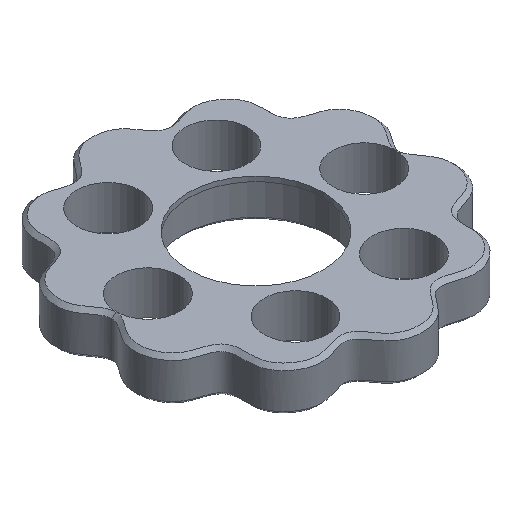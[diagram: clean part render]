
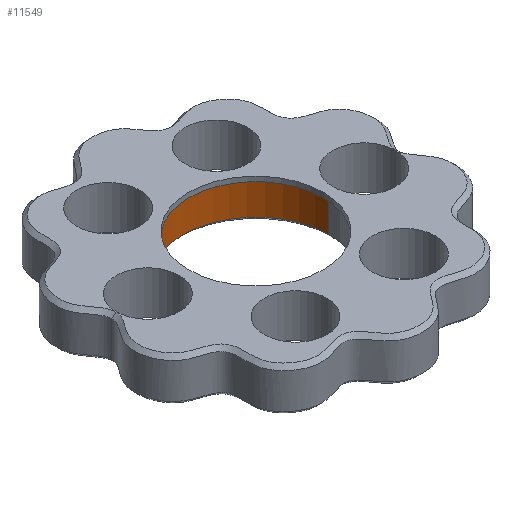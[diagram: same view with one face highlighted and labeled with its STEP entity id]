
A CAD part, isometric view. The second image highlights one B-rep face of the part: STEP entity #11549.
In plain terms, the highlighted cylindrical face has radius 7.575 mm (diameter 15.15 mm), a partial arc.
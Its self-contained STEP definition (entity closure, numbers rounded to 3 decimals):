
#297 = EDGE_LOOP ( 'NONE', ( #2175, #9159, #9458, #4125 ) ) ;
#547 = DIRECTION ( 'NONE',  ( 0., 0., -1. ) ) ;
#610 = DIRECTION ( 'NONE',  ( 0., 0., -1. ) ) ;
#715 = CARTESIAN_POINT ( 'NONE',  ( 7.575, 0., 0.4 ) ) ;
#1375 = LINE ( 'NONE', #10936, #3418 ) ;
#1502 = CARTESIAN_POINT ( 'NONE',  ( -7.575, 0., 4. ) ) ;
#2113 = VERTEX_POINT ( 'NONE', #9063 ) ;
#2175 = ORIENTED_EDGE ( 'NONE', *, *, #7112, .F. ) ;
#2185 = CIRCLE ( 'NONE', #12643, 7.575 ) ;
#3380 = EDGE_CURVE ( 'NONE', #11024, #10485, #2185, .T. ) ;
#3418 = VECTOR ( 'NONE', #8167, 1000. ) ;
#3908 = DIRECTION ( 'NONE',  ( 0., 0., -1. ) ) ;
#4125 = ORIENTED_EDGE ( 'NONE', *, *, #3380, .T. ) ;
#5242 = VERTEX_POINT ( 'NONE', #9176 ) ;
#5361 = FACE_OUTER_BOUND ( 'NONE', #297, .T. ) ;
#5425 = CARTESIAN_POINT ( 'NONE',  ( 0., 0., 4. ) ) ;
#5828 = VECTOR ( 'NONE', #7266, 1000. ) ;
#6701 = AXIS2_PLACEMENT_3D ( 'NONE', #10368, #610, #8378 ) ;
#7112 = EDGE_CURVE ( 'NONE', #2113, #10485, #1375, .T. ) ;
#7266 = DIRECTION ( 'NONE',  ( 0., 0., -1. ) ) ;
#7775 = CARTESIAN_POINT ( 'NONE',  ( 0., 0., 0.4 ) ) ;
#8167 = DIRECTION ( 'NONE',  ( 0., 0., -1. ) ) ;
#8354 = CIRCLE ( 'NONE', #6701, 7.575 ) ;
#8378 = DIRECTION ( 'NONE',  ( -1., 0., 0. ) ) ;
#9063 = CARTESIAN_POINT ( 'NONE',  ( 7.575, 0., 4. ) ) ;
#9103 = EDGE_CURVE ( 'NONE', #5242, #11024, #12407, .T. ) ;
#9159 = ORIENTED_EDGE ( 'NONE', *, *, #11930, .F. ) ;
#9176 = CARTESIAN_POINT ( 'NONE',  ( -7.575, 0., 4. ) ) ;
#9458 = ORIENTED_EDGE ( 'NONE', *, *, #9103, .T. ) ;
#10368 = CARTESIAN_POINT ( 'NONE',  ( 0., 0., 4. ) ) ;
#10392 = AXIS2_PLACEMENT_3D ( 'NONE', #5425, #547, #11271 ) ;
#10485 = VERTEX_POINT ( 'NONE', #715 ) ;
#10936 = CARTESIAN_POINT ( 'NONE',  ( 7.575, 0., 4. ) ) ;
#11024 = VERTEX_POINT ( 'NONE', #11313 ) ;
#11271 = DIRECTION ( 'NONE',  ( -1., 0., 0. ) ) ;
#11313 = CARTESIAN_POINT ( 'NONE',  ( -7.575, 0., 0.4 ) ) ;
#11549 = ADVANCED_FACE ( 'NONE', ( #5361 ), #12360, .F. ) ;
#11930 = EDGE_CURVE ( 'NONE', #5242, #2113, #8354, .T. ) ;
#11935 = DIRECTION ( 'NONE',  ( 1., 0., 0. ) ) ;
#12360 = CYLINDRICAL_SURFACE ( 'NONE', #10392, 7.575 ) ;
#12407 = LINE ( 'NONE', #1502, #5828 ) ;
#12643 = AXIS2_PLACEMENT_3D ( 'NONE', #7775, #3908, #11935 ) ;
